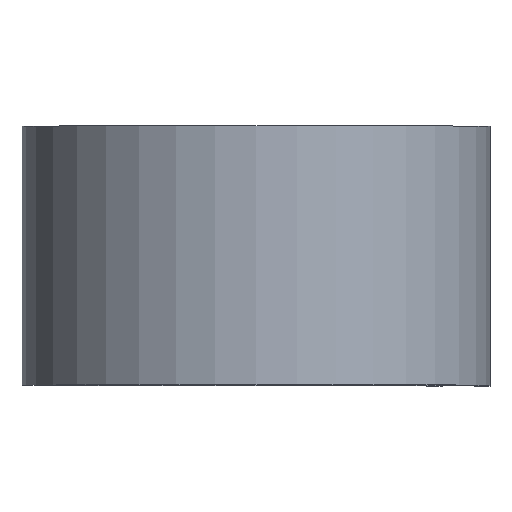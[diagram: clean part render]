
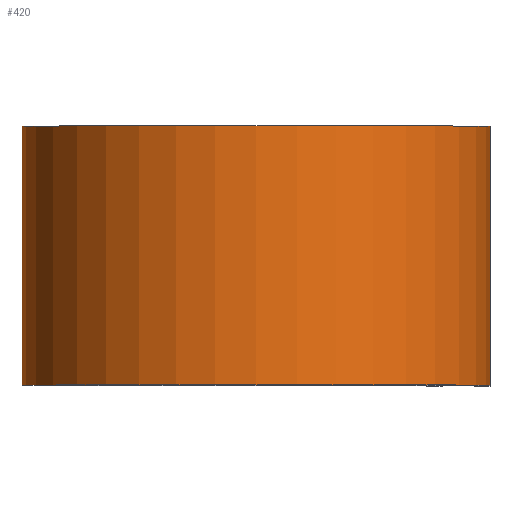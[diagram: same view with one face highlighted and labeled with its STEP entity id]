
A CAD part, top view. The second image highlights one B-rep face of the part: STEP entity #420.
In plain terms, the highlighted cylindrical face has radius 22.949 mm (diameter 45.898 mm), a partial arc.
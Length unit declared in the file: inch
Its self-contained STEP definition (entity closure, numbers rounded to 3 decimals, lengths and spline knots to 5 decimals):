
#11 = CARTESIAN_POINT ( 'NONE',  ( 0., 0.5, 0. ) ) ;
#27 = DIRECTION ( 'NONE',  ( 0., -1., 0. ) ) ;
#34 = EDGE_CURVE ( 'NONE', #575, #591, #286, .T. ) ;
#39 = DIRECTION ( 'NONE',  ( 0., -1., 0. ) ) ;
#41 = DIRECTION ( 'NONE',  ( 0., 0., -1. ) ) ;
#56 = CARTESIAN_POINT ( 'NONE',  ( 0.9035, 0.5, 0. ) ) ;
#70 = ORIENTED_EDGE ( 'NONE', *, *, #167, .T. ) ;
#107 = AXIS2_PLACEMENT_3D ( 'NONE', #192, #190, #184 ) ;
#126 = VERTEX_POINT ( 'NONE', #368 ) ;
#154 = CARTESIAN_POINT ( 'NONE',  ( 0., 0.5, -0.9035 ) ) ;
#162 = ORIENTED_EDGE ( 'NONE', *, *, #34, .T. ) ;
#167 = EDGE_CURVE ( 'NONE', #591, #281, #408, .T. ) ;
#174 = AXIS2_PLACEMENT_3D ( 'NONE', #11, #39, #41 ) ;
#184 = DIRECTION ( 'NONE',  ( 1., 0., 0. ) ) ;
#190 = DIRECTION ( 'NONE',  ( 0., 1., 0. ) ) ;
#192 = CARTESIAN_POINT ( 'NONE',  ( 0., -0.5, 0. ) ) ;
#202 = EDGE_LOOP ( 'NONE', ( #70, #573, #517, #162 ) ) ;
#215 = EDGE_CURVE ( 'NONE', #126, #281, #391, .T. ) ;
#226 = CARTESIAN_POINT ( 'NONE',  ( 0., 0.5, 0. ) ) ;
#230 = DIRECTION ( 'NONE',  ( 0., 1., 0. ) ) ;
#236 = DIRECTION ( 'NONE',  ( 1., 0., 0. ) ) ;
#274 = AXIS2_PLACEMENT_3D ( 'NONE', #226, #230, #236 ) ;
#276 = DIRECTION ( 'NONE',  ( 0., -1., 0. ) ) ;
#281 = VERTEX_POINT ( 'NONE', #338 ) ;
#286 = LINE ( 'NONE', #154, #633 ) ;
#338 = CARTESIAN_POINT ( 'NONE',  ( 0.9035, -0.5, 0. ) ) ;
#368 = CARTESIAN_POINT ( 'NONE',  ( 0.9035, 0.5, 0. ) ) ;
#385 = CARTESIAN_POINT ( 'NONE',  ( 0., 0.5, -0.9035 ) ) ;
#387 = VECTOR ( 'NONE', #27, 39.37008 ) ;
#391 = LINE ( 'NONE', #56, #387 ) ;
#408 = CIRCLE ( 'NONE', #107, 0.9035 ) ;
#409 = CARTESIAN_POINT ( 'NONE',  ( 0., -0.5, -0.9035 ) ) ;
#420 = ADVANCED_FACE ( 'NONE', ( #518 ), #515, .T. ) ;
#497 = EDGE_CURVE ( 'NONE', #575, #126, #531, .T. ) ;
#515 = CYLINDRICAL_SURFACE ( 'NONE', #174, 0.9035 ) ;
#517 = ORIENTED_EDGE ( 'NONE', *, *, #497, .F. ) ;
#518 = FACE_OUTER_BOUND ( 'NONE', #202, .T. ) ;
#531 = CIRCLE ( 'NONE', #274, 0.9035 ) ;
#573 = ORIENTED_EDGE ( 'NONE', *, *, #215, .F. ) ;
#575 = VERTEX_POINT ( 'NONE', #385 ) ;
#591 = VERTEX_POINT ( 'NONE', #409 ) ;
#633 = VECTOR ( 'NONE', #276, 39.37008 ) ;
